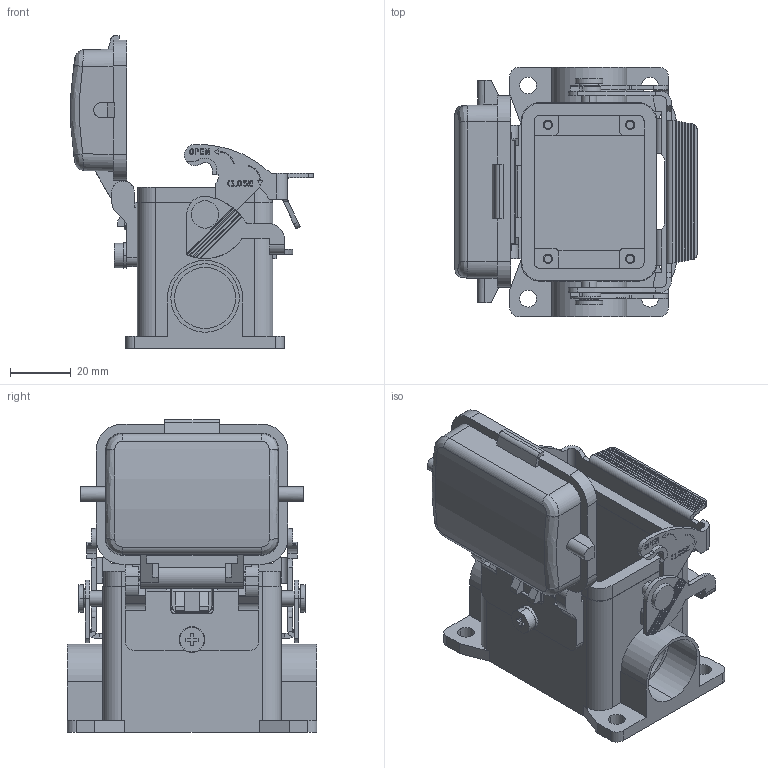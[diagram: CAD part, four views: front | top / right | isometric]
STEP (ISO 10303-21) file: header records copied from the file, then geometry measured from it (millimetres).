
FILE_DESCRIPTION(('Creo Elements/Direct Modeling STEP Export'),'2;1');
FILE_NAME('0ln7uvk4qjntljr5880','2019-05-07T15:54:44',(''),(''),'PTC Creo Elements/Direct Modeling STEP processor for AP214 (Solid Model)','PTC Creo Elements/Direct Modeling 19.0E 27-Jun-2016 (C) Parametric Technology GmbH','');
FILE_SCHEMA(('AUTOMOTIVE_DESIGN { 1 0 10303 214 1 1 1 1 }'));
Length unit declared in the file: millimetre
Products named in the file (2): CVP_06_LSP16.stp
Assembly tree (1 placements, depth 2):
  CVP_06_LSP16.stp
    CVP_06_LSP16.stp
Bounding box: 79.58 x 82 x 102.73 mm (x, y, z)
Volume: 85736.3 mm3; surface area: 53378.6 mm2
Topology: 1 solids, 1 shells, 605 faces, 2111 edges, 1560 vertices
Faces by surface type: plane 384, cylinder 197, bspline 14, torus 10
Entity records: 26309 total; most frequent: CARTESIAN_POINT 7741, ORIENTED_EDGE 4222, DIRECTION 3449, EDGE_CURVE 2111, VERTEX_POINT 1560, VECTOR 1547, LINE 1547, AXIS2_PLACEMENT_3D 951
